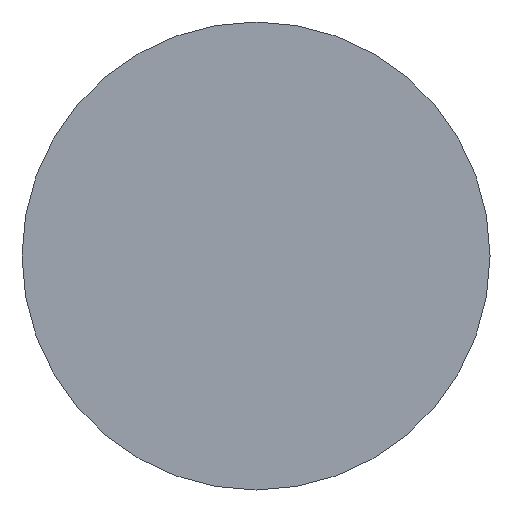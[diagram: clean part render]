
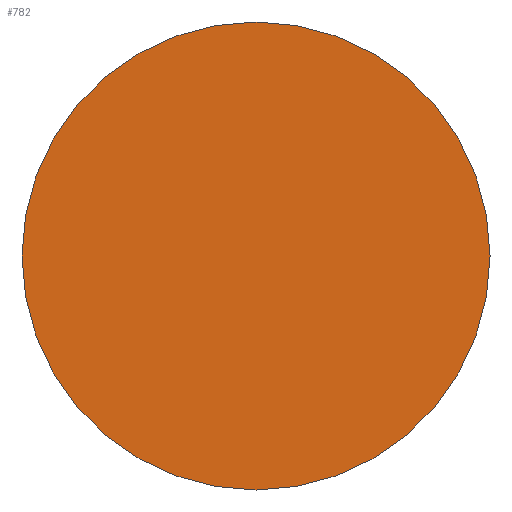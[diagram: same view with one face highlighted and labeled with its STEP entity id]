
A CAD part, front view. The second image highlights one B-rep face of the part: STEP entity #782.
In plain terms, the highlighted planar face has unit normal (0, -1, 0).
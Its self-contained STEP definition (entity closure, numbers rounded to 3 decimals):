
#26=PLANE('',#922);
#122=FACE_OUTER_BOUND('',#167,.T.);
#167=EDGE_LOOP('',(#725,#726));
#243=CIRCLE('',#820,30.);
#246=CIRCLE('',#823,30.);
#323=VERTEX_POINT('',#1228);
#324=VERTEX_POINT('',#1229);
#404=EDGE_CURVE('',#323,#324,#243,.T.);
#408=EDGE_CURVE('',#324,#323,#246,.T.);
#725=ORIENTED_EDGE('',*,*,#404,.F.);
#726=ORIENTED_EDGE('',*,*,#408,.F.);
#782=ADVANCED_FACE('',(#122),#26,.T.);
#820=AXIS2_PLACEMENT_3D('',#1230,#961,#962);
#823=AXIS2_PLACEMENT_3D('',#1236,#968,#969);
#922=AXIS2_PLACEMENT_3D('',#1428,#1195,#1196);
#961=DIRECTION('center_axis',(0.,1.,0.));
#962=DIRECTION('ref_axis',(-1.,0.,0.));
#968=DIRECTION('center_axis',(0.,1.,0.));
#969=DIRECTION('ref_axis',(-1.,0.,0.));
#1195=DIRECTION('center_axis',(0.,-1.,0.));
#1196=DIRECTION('ref_axis',(0.,0.,-1.));
#1228=CARTESIAN_POINT('',(-30.,0.,0.));
#1229=CARTESIAN_POINT('',(30.,0.,0.));
#1230=CARTESIAN_POINT('Origin',(0.,0.,
0.));
#1236=CARTESIAN_POINT('Origin',(0.,0.,
0.));
#1428=CARTESIAN_POINT('Origin',(-14.246,0.,
0.));
